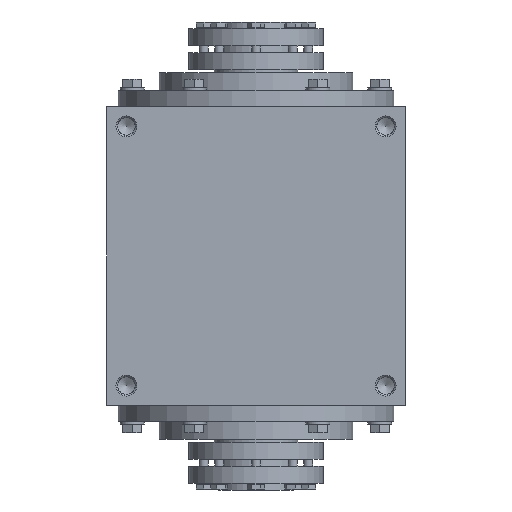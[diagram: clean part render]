
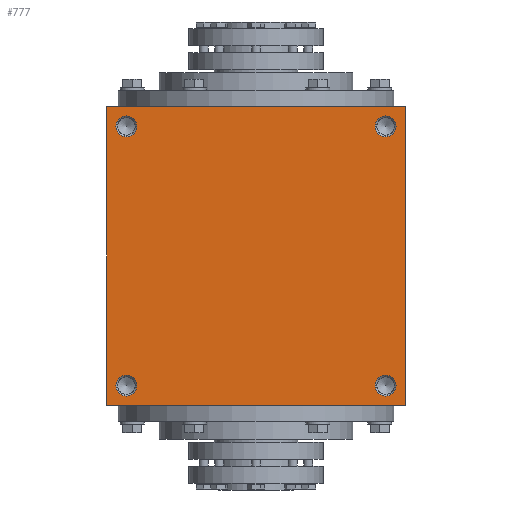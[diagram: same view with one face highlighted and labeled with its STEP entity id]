
A CAD part, left-side view. The second image highlights one B-rep face of the part: STEP entity #777.
In plain terms, the highlighted face is planar.
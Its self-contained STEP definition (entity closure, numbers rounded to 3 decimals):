
#777 = ADVANCED_FACE( '', ( #1648, #1649, #1650, #1651, #1652 ), #1653, .F. );
#1648 = FACE_BOUND( '', #2812, .T. );
#1649 = FACE_BOUND( '', #2813, .T. );
#1650 = FACE_BOUND( '', #2814, .T. );
#1651 = FACE_BOUND( '', #2815, .T. );
#1652 = FACE_OUTER_BOUND( '', #2816, .T. );
#1653 = PLANE( '', #2817 );
#2812 = EDGE_LOOP( '', ( #4375 ) );
#2813 = EDGE_LOOP( '', ( #4376 ) );
#2814 = EDGE_LOOP( '', ( #4377 ) );
#2815 = EDGE_LOOP( '', ( #4378 ) );
#2816 = EDGE_LOOP( '', ( #4379, #4380, #4381, #4382 ) );
#2817 = AXIS2_PLACEMENT_3D( '', #4383, #4384, #4385 );
#4375 = ORIENTED_EDGE( '', *, *, #6437, .F. );
#4376 = ORIENTED_EDGE( '', *, *, #6438, .T. );
#4377 = ORIENTED_EDGE( '', *, *, #6256, .F. );
#4378 = ORIENTED_EDGE( '', *, *, #6388, .T. );
#4379 = ORIENTED_EDGE( '', *, *, #6439, .F. );
#4380 = ORIENTED_EDGE( '', *, *, #6429, .F. );
#4381 = ORIENTED_EDGE( '', *, *, #6440, .F. );
#4382 = ORIENTED_EDGE( '', *, *, #6241, .F. );
#4383 = CARTESIAN_POINT( '', ( 0., 0., -100. ) );
#4384 = DIRECTION( '', ( 0., 0., 1. ) );
#4385 = DIRECTION( '', ( 1., 0., 0. ) );
#6241 = EDGE_CURVE( '', #7298, #7299, #7300, .T. );
#6256 = EDGE_CURVE( '', #7324, #7324, #7325, .T. );
#6388 = EDGE_CURVE( '', #7527, #7527, #7528, .T. );
#6429 = EDGE_CURVE( '', #7587, #7588, #7589, .T. );
#6437 = EDGE_CURVE( '', #7601, #7601, #7602, .T. );
#6438 = EDGE_CURVE( '', #7603, #7603, #7604, .T. );
#6439 = EDGE_CURVE( '', #7588, #7298, #7605, .T. );
#6440 = EDGE_CURVE( '', #7299, #7587, #7606, .T. );
#7298 = VERTEX_POINT( '', #8878 );
#7299 = VERTEX_POINT( '', #8879 );
#7300 = LINE( '', #8880, #8881 );
#7324 = VERTEX_POINT( '', #8923 );
#7325 = CIRCLE( '', #8924, 7. );
#7527 = VERTEX_POINT( '', #9249 );
#7528 = CIRCLE( '', #9250, 7. );
#7587 = VERTEX_POINT( '', #9322 );
#7588 = VERTEX_POINT( '', #9323 );
#7589 = LINE( '', #9324, #9325 );
#7601 = VERTEX_POINT( '', #9340 );
#7602 = CIRCLE( '', #9341, 7. );
#7603 = VERTEX_POINT( '', #9342 );
#7604 = CIRCLE( '', #9343, 7. );
#7605 = LINE( '', #9344, #9345 );
#7606 = LINE( '', #9346, #9347 );
#8878 = CARTESIAN_POINT( '', ( -100., -100., -100. ) );
#8879 = CARTESIAN_POINT( '', ( 100., -100., -100. ) );
#8880 = CARTESIAN_POINT( '', ( -100., -100., -100. ) );
#8881 = VECTOR( '', #10539, 1000. );
#8923 = CARTESIAN_POINT( '', ( -94., -87., -100. ) );
#8924 = AXIS2_PLACEMENT_3D( '', #10555, #10556, #10557 );
#9249 = CARTESIAN_POINT( '', ( 94., -87., -100. ) );
#9250 = AXIS2_PLACEMENT_3D( '', #10738, #10739, #10740 );
#9322 = CARTESIAN_POINT( '', ( 100., 100., -100. ) );
#9323 = CARTESIAN_POINT( '', ( -100., 100., -100. ) );
#9324 = CARTESIAN_POINT( '', ( 100., 100., -100. ) );
#9325 = VECTOR( '', #10809, 1000. );
#9340 = CARTESIAN_POINT( '', ( -94., 87., -100. ) );
#9341 = AXIS2_PLACEMENT_3D( '', #10819, #10820, #10821 );
#9342 = CARTESIAN_POINT( '', ( 94., 87., -100. ) );
#9343 = AXIS2_PLACEMENT_3D( '', #10822, #10823, #10824 );
#9344 = CARTESIAN_POINT( '', ( -100., 100., -100. ) );
#9345 = VECTOR( '', #10825, 1000. );
#9346 = CARTESIAN_POINT( '', ( 100., -100., -100. ) );
#9347 = VECTOR( '', #10826, 1000. );
#10539 = DIRECTION( '', ( 1., 0., 0. ) );
#10555 = CARTESIAN_POINT( '', ( -87., -87., -100. ) );
#10556 = DIRECTION( '', ( 0., 0., -1. ) );
#10557 = DIRECTION( '', ( -1., 0., 0. ) );
#10738 = CARTESIAN_POINT( '', ( 87., -87., -100. ) );
#10739 = DIRECTION( '', ( 0., 0., 1. ) );
#10740 = DIRECTION( '', ( 1., 0., 0. ) );
#10809 = DIRECTION( '', ( -1., 0., 0. ) );
#10819 = CARTESIAN_POINT( '', ( -87., 87., -100. ) );
#10820 = DIRECTION( '', ( 0., 0., -1. ) );
#10821 = DIRECTION( '', ( -1., 0., 0. ) );
#10822 = CARTESIAN_POINT( '', ( 87., 87., -100. ) );
#10823 = DIRECTION( '', ( 0., 0., 1. ) );
#10824 = DIRECTION( '', ( 1., 0., 0. ) );
#10825 = DIRECTION( '', ( 0., -1., 0. ) );
#10826 = DIRECTION( '', ( 0., 1., 0. ) );
